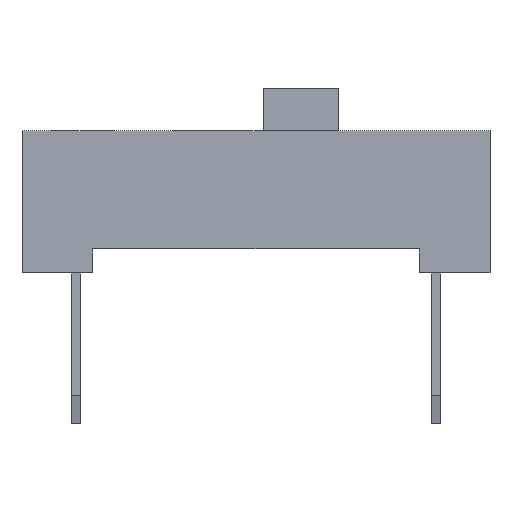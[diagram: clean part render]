
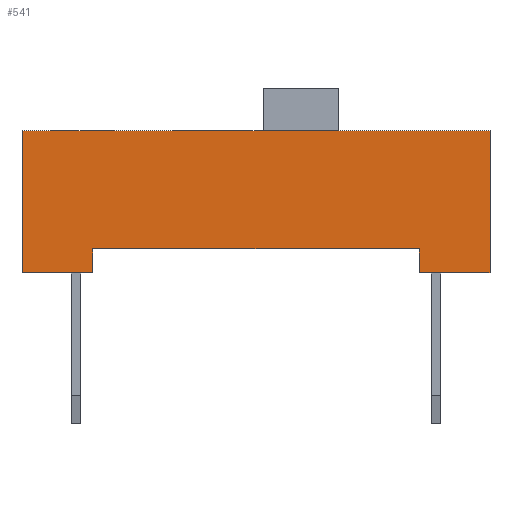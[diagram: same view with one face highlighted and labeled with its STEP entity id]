
A CAD part, front view. The second image highlights one B-rep face of the part: STEP entity #541.
In plain terms, the highlighted planar face has unit normal (0, -1, 0).
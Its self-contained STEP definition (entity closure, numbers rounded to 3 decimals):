
#12=DIRECTION('',(0.,0.,1.));
#27=VECTOR('',#28,1.);
#28=DIRECTION('',(-1.,0.,0.));
#34=VECTOR('',#12,1.);
#69=CARTESIAN_POINT('',(8.76,-17.485,0.));
#81=VERTEX_POINT('',#82);
#82=CARTESIAN_POINT('',(-1.14,-17.485,3.));
#85=EDGE_CURVE('',#86,#81,#88,.T.);
#86=VERTEX_POINT('',#87);
#87=CARTESIAN_POINT('',(-1.14,-17.485,0.));
#88=LINE('',#87,#34);
#103=DIRECTION('',(1.,0.,0.));
#114=DIRECTION('',(0.,1.,0.));
#120=VECTOR('',#103,1.);
#123=VERTEX_POINT('',#124);
#124=CARTESIAN_POINT('',(7.26,-17.485,0.5));
#127=ORIENTED_EDGE('',*,*,#128,.T.);
#128=EDGE_CURVE('',#123,#129,#131,.T.);
#129=VERTEX_POINT('',#130);
#130=CARTESIAN_POINT('',(0.36,-17.485,0.5));
#131=LINE('',#132,#27);
#132=CARTESIAN_POINT('',(3.06,-17.485,0.5));
#524=VECTOR('',#525,1.);
#525=DIRECTION('',(0.,0.,-1.));
#533=VERTEX_POINT('',#534);
#534=CARTESIAN_POINT('',(0.36,-17.485,0.));
#537=ORIENTED_EDGE('',*,*,#538,.F.);
#538=EDGE_CURVE('',#86,#533,#539,.T.);
#539=LINE('',#87,#120);
#541=ADVANCED_FACE('',(#542),#564,.F.);
#542=FACE_BOUND('',#543,.F.);
#543=EDGE_LOOP('',(#537,#544,#545,#550,#554,#558,#127,#561));
#544=ORIENTED_EDGE('',*,*,#85,.T.);
#545=ORIENTED_EDGE('',*,*,#546,.T.);
#546=EDGE_CURVE('',#81,#547,#549,.T.);
#547=VERTEX_POINT('',#548);
#548=CARTESIAN_POINT('',(8.76,-17.485,3.));
#549=LINE('',#82,#120);
#550=ORIENTED_EDGE('',*,*,#551,.F.);
#551=EDGE_CURVE('',#552,#547,#553,.T.);
#552=VERTEX_POINT('',#69);
#553=LINE('',#69,#34);
#554=ORIENTED_EDGE('',*,*,#555,.F.);
#555=EDGE_CURVE('',#556,#552,#539,.T.);
#556=VERTEX_POINT('',#557);
#557=CARTESIAN_POINT('',(7.26,-17.485,0.));
#558=ORIENTED_EDGE('',*,*,#559,.T.);
#559=EDGE_CURVE('',#556,#123,#560,.T.);
#560=LINE('',#557,#34);
#561=ORIENTED_EDGE('',*,*,#562,.T.);
#562=EDGE_CURVE('',#129,#533,#563,.T.);
#563=LINE('',#534,#524);
#564=PLANE('',#565);
#565=AXIS2_PLACEMENT_3D('',#87,#114,#103);
